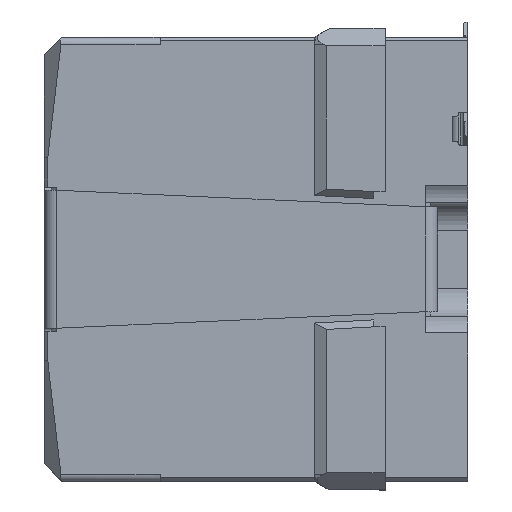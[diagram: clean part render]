
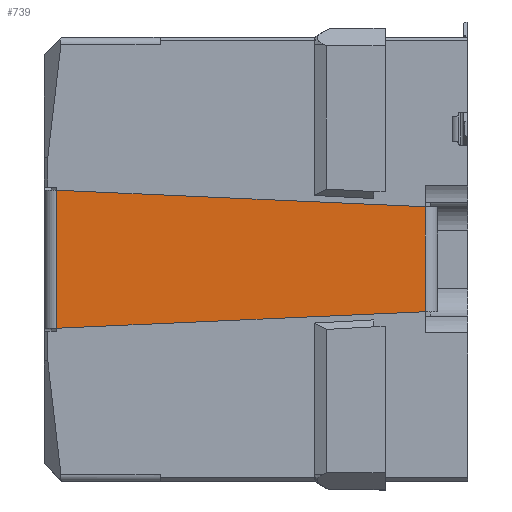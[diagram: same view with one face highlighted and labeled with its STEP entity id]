
A CAD part, left-side view. The second image highlights one B-rep face of the part: STEP entity #739.
In plain terms, the highlighted planar face has unit normal (-1, 0, 0).
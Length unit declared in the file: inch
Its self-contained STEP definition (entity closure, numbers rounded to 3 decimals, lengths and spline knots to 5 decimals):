
#216 = VECTOR ( 'NONE', #9614, 39.37008 ) ;
#242 = VECTOR ( 'NONE', #18070, 39.37008 ) ;
#243 = CARTESIAN_POINT ( 'NONE',  ( -0.30512, -0.18306, 0.30066 ) ) ;
#349 = VECTOR ( 'NONE', #14778, 39.37008 ) ;
#739 = ADVANCED_FACE ( 'R�duction de d�tails1_394', ( #7593 ), #27069, .F. ) ;
#1234 = VECTOR ( 'NONE', #10996, 39.37008 ) ;
#1572 = VECTOR ( 'NONE', #7111, 39.37008 ) ;
#1692 = EDGE_LOOP ( 'NONE', ( #7035, #26629, #24011, #9811, #8420, #10269, #2308, #26859 ) ) ;
#1704 = EDGE_CURVE ( 'NONE', #13059, #10634, #23850, .T. ) ;
#2082 = DIRECTION ( 'NONE',  ( 0., -0.999, -0.045 ) ) ;
#2308 = ORIENTED_EDGE ( 'NONE', *, *, #24309, .F. ) ;
#3691 = VERTEX_POINT ( 'NONE', #22952 ) ;
#4188 = CARTESIAN_POINT ( 'NONE',  ( -0.30512, 0.08133, 0.31251 ) ) ;
#4477 = LINE ( 'NONE', #4188, #26229 ) ;
#5047 = CARTESIAN_POINT ( 'NONE',  ( -0.30512, -0.07969, 0.1643 ) ) ;
#5133 = EDGE_CURVE ( 'NONE', #10634, #8729, #20644, .T. ) ;
#5708 = VERTEX_POINT ( 'NONE', #12806 ) ;
#5863 = VERTEX_POINT ( 'NONE', #26337 ) ;
#6261 = EDGE_CURVE ( 'NONE', #26609, #27678, #20455, .T. ) ;
#6866 = CARTESIAN_POINT ( 'NONE',  ( -0.30512, -0.07164, 0.16394 ) ) ;
#7035 = ORIENTED_EDGE ( 'NONE', *, *, #8504, .F. ) ;
#7111 = DIRECTION ( 'NONE',  ( 0., 0., 1. ) ) ;
#7593 = FACE_OUTER_BOUND ( 'NONE', #1692, .T. ) ;
#7724 = DIRECTION ( 'NONE',  ( 1., 0., 0. ) ) ;
#8420 = ORIENTED_EDGE ( 'NONE', *, *, #25427, .F. ) ;
#8504 = EDGE_CURVE ( 'NONE', #8729, #27678, #13489, .T. ) ;
#8729 = VERTEX_POINT ( 'NONE', #12714 ) ;
#9379 = CARTESIAN_POINT ( 'NONE',  ( -0.30512, 0.08133, 0.34307 ) ) ;
#9526 = DIRECTION ( 'NONE',  ( 0., 0.999, -0.045 ) ) ;
#9614 = DIRECTION ( 'NONE',  ( 0., 0., -1. ) ) ;
#9811 = ORIENTED_EDGE ( 'NONE', *, *, #12116, .T. ) ;
#10269 = ORIENTED_EDGE ( 'NONE', *, *, #17285, .F. ) ;
#10634 = VERTEX_POINT ( 'NONE', #15298 ) ;
#10996 = DIRECTION ( 'NONE',  ( 0., -0.999, -0.045 ) ) ;
#11449 = CARTESIAN_POINT ( 'NONE',  ( -0.30512, -0.33402, 0.34307 ) ) ;
#11691 = DIRECTION ( 'NONE',  ( 0., 0.999, -0.045 ) ) ;
#12116 = EDGE_CURVE ( 'NONE', #13059, #5863, #12933, .T. ) ;
#12714 = CARTESIAN_POINT ( 'NONE',  ( -0.30512, -0.33402, 0.1757 ) ) ;
#12806 = CARTESIAN_POINT ( 'NONE',  ( -0.30512, 0.08133, 0.31251 ) ) ;
#12933 = LINE ( 'NONE', #25343, #349 ) ;
#13059 = VERTEX_POINT ( 'NONE', #243 ) ;
#13489 = LINE ( 'NONE', #20276, #18282 ) ;
#14778 = DIRECTION ( 'NONE',  ( 0., 0.999, 0.045 ) ) ;
#15298 = CARTESIAN_POINT ( 'NONE',  ( -0.30512, -0.33402, 0.29391 ) ) ;
#15664 = AXIS2_PLACEMENT_3D ( 'NONE', #22839, #7724, #25084 ) ;
#16167 = CARTESIAN_POINT ( 'NONE',  ( -0.30512, -0.18306, 0.16895 ) ) ;
#16947 = CARTESIAN_POINT ( 'NONE',  ( -0.30512, -0.07164, 0.16394 ) ) ;
#17285 = EDGE_CURVE ( 'NONE', #3691, #5708, #26725, .T. ) ;
#18070 = DIRECTION ( 'NONE',  ( 0., -0.999, 0.045 ) ) ;
#18282 = VECTOR ( 'NONE', #9526, 39.37008 ) ;
#20174 = VECTOR ( 'NONE', #11691, 39.37008 ) ;
#20276 = CARTESIAN_POINT ( 'NONE',  ( -0.30512, -0.33402, 0.1757 ) ) ;
#20455 = LINE ( 'NONE', #5047, #242 ) ;
#20644 = LINE ( 'NONE', #11449, #216 ) ;
#22839 = CARTESIAN_POINT ( 'NONE',  ( -0.30512, -0.07164, 0.34307 ) ) ;
#22952 = CARTESIAN_POINT ( 'NONE',  ( -0.30512, 0.08133, 0.1571 ) ) ;
#23850 = LINE ( 'NONE', #25549, #1234 ) ;
#24011 = ORIENTED_EDGE ( 'NONE', *, *, #1704, .F. ) ;
#24309 = EDGE_CURVE ( 'NONE', #26609, #3691, #24387, .T. ) ;
#24387 = LINE ( 'NONE', #6866, #20174 ) ;
#25084 = DIRECTION ( 'NONE',  ( 0., 1., 0. ) ) ;
#25343 = CARTESIAN_POINT ( 'NONE',  ( -0.30512, -0.06996, 0.30575 ) ) ;
#25427 = EDGE_CURVE ( 'NONE', #5708, #5863, #4477, .T. ) ;
#25549 = CARTESIAN_POINT ( 'NONE',  ( -0.30512, -0.18306, 0.30066 ) ) ;
#26229 = VECTOR ( 'NONE', #2082, 39.37008 ) ;
#26337 = CARTESIAN_POINT ( 'NONE',  ( -0.30512, -0.07164, 0.30567 ) ) ;
#26609 = VERTEX_POINT ( 'NONE', #16947 ) ;
#26629 = ORIENTED_EDGE ( 'NONE', *, *, #5133, .F. ) ;
#26725 = LINE ( 'NONE', #9379, #1572 ) ;
#26859 = ORIENTED_EDGE ( 'NONE', *, *, #6261, .T. ) ;
#27069 = PLANE ( 'NONE',  #15664 ) ;
#27678 = VERTEX_POINT ( 'NONE', #16167 ) ;
